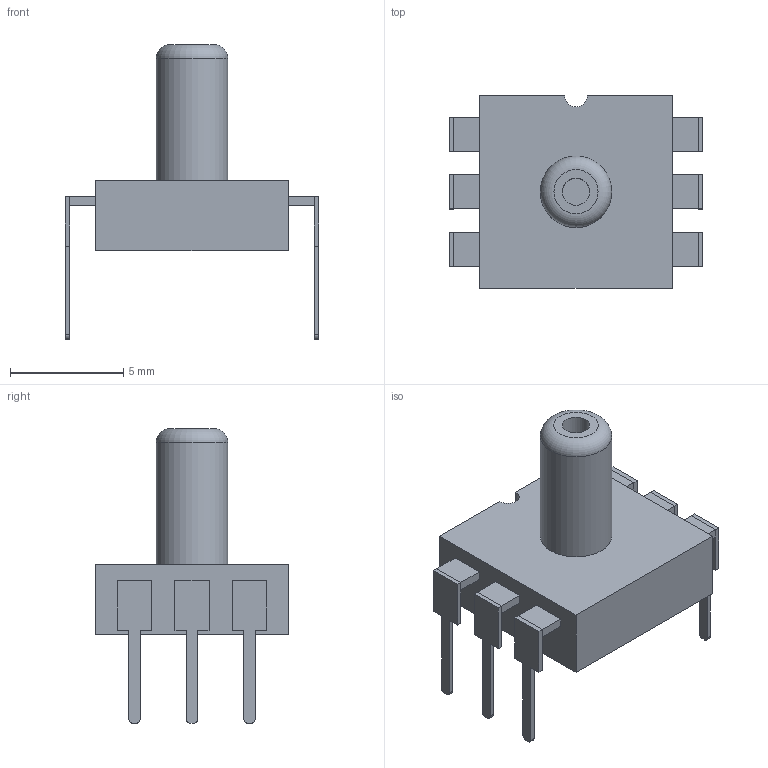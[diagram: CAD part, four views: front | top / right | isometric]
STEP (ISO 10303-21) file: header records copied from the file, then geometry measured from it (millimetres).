
FILE_DESCRIPTION(('FreeCAD Model'),'2;1');
FILE_NAME('Open CASCADE Shape Model','2022-09-11T01:42:29',( 'kicad StepUp'),('ksu MCAD'),'Open CASCADE STEP processor 7.5', 'FreeCAD','Unknown');
FILE_SCHEMA(('AUTOMOTIVE_DESIGN { 1 0 10303 214 1 1 1 1 }'));
Length unit declared in the file: millimetre
Products named in the file (1): Fusion
Bounding box: 11.2 x 8.5 x 13 mm (x, y, z)
Volume: 272.6 mm3; surface area: 431.7 mm2
Topology: 1 solids, 1 shells, 123 faces, 304 edges, 191 vertices
Faces by surface type: plane 107, cylinder 15, torus 1
Full cylindrical faces by diameter (mm): 1.2 x1, 3.15 x1
Entity records: 8375 total; most frequent: CARTESIAN_POINT 1347, DIRECTION 1132, LINE 802, VECTOR 802, ORIENTED_EDGE 608, PCURVE 608, DEFINITIONAL_REPRESENTATION 608, EDGE_CURVE 304
